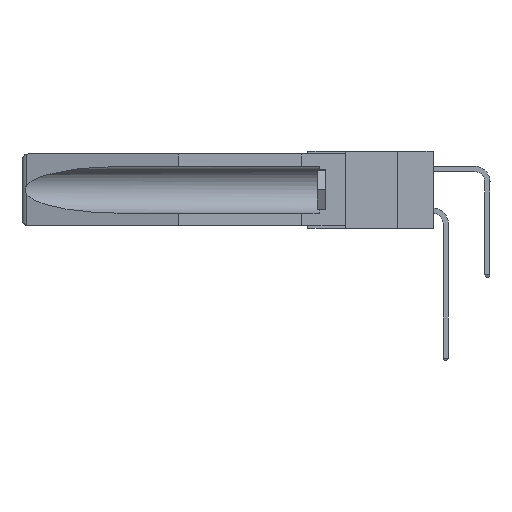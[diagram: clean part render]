
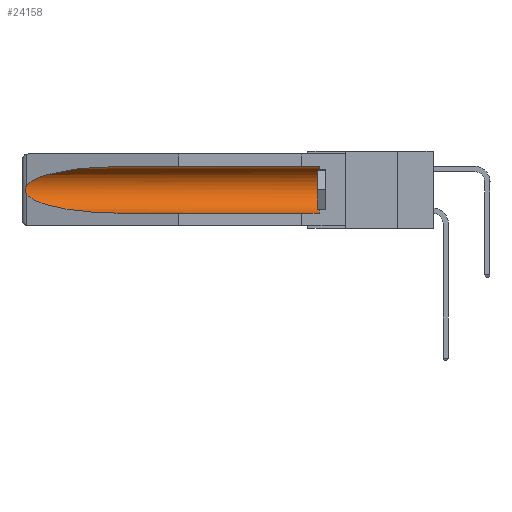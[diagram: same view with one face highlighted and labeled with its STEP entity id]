
A CAD part, left-side view. The second image highlights one B-rep face of the part: STEP entity #24158.
In plain terms, the highlighted cylindrical face has radius 2.857 mm (diameter 5.715 mm), a partial arc.
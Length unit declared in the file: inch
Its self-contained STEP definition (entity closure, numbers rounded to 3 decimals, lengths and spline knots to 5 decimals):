
#248 = VECTOR ( 'NONE', #13363, 39.37008 ) ;
#707 = CARTESIAN_POINT ( 'NONE',  ( 0.2673, 1.53269, -0.17917 ) ) ;
#940 = LINE ( 'NONE', #11007, #248 ) ;
#992 = CARTESIAN_POINT ( 'NONE',  ( 0.26597, 1.5296, -0.19026 ) ) ;
#2160 = AXIS2_PLACEMENT_3D ( 'NONE', #6607, #2400, #15368 ) ;
#2400 = DIRECTION ( 'NONE',  ( 0., -1., 0. ) ) ;
#2974 = CARTESIAN_POINT ( 'NONE',  ( 0.26537, 1.52718, -0.19328 ) ) ;
#3700 = CARTESIAN_POINT ( 'NONE',  ( 0.155, 0.126, -0.059 ) ) ;
#4312 = VERTEX_POINT ( 'NONE', #13941 ) ;
#5026 = CARTESIAN_POINT ( 'NONE',  ( 0.155, 1.07973, -0.284 ) ) ;
#5327 = EDGE_CURVE ( 'NONE', #24899, #5588, #25745, .T. ) ;
#5588 = VERTEX_POINT ( 'NONE', #15186 ) ;
#6607 = CARTESIAN_POINT ( 'NONE',  ( 0.155, 0.126, -0.1715 ) ) ;
#6753 = AXIS2_PLACEMENT_3D ( 'NONE', #19215, #8193, #23631 ) ;
#7817 = EDGE_CURVE ( 'NONE', #12061, #24899, #940, .T. ) ;
#7825 = B_SPLINE_CURVE_WITH_KNOTS ( 'NONE', 3,
 ( #11896, #27350, #23046, #20822, #14333, #27164, #707, #9642, #992, #27258 ),
 .UNSPECIFIED., .F., .F.,
 ( 4, 2, 2, 2, 4 ),
 ( 0., 0.00029, 0.00058, 0.00087, 0.00117 ),
 .UNSPECIFIED. ) ;
#8193 = DIRECTION ( 'NONE',  ( 0., 1., 0. ) ) ;
#9050 = CARTESIAN_POINT ( 'NONE',  ( 0.25451, 1.48313, -0.09465 ) ) ;
#9300 = CARTESIAN_POINT ( 'NONE',  ( 0.155, 1.07973, -0.284 ) ) ;
#9642 = CARTESIAN_POINT ( 'NONE',  ( 0.26655, 1.53094, -0.18657 ) ) ;
#10466 = DIRECTION ( 'NONE',  ( 0., 1., 0. ) ) ;
#11007 = CARTESIAN_POINT ( 'NONE',  ( 0.155, -0.30754, -0.059 ) ) ;
#11619 = CARTESIAN_POINT ( 'NONE',  ( 0.155, 1.07973, -0.059 ) ) ;
#11896 = CARTESIAN_POINT ( 'NONE',  ( 0.26537, 1.52718, -0.14972 ) ) ;
#11931 = CARTESIAN_POINT ( 'NONE',  ( 0.25451, 1.48313, -0.24835 ) ) ;
#12061 = VERTEX_POINT ( 'NONE', #3700 ) ;
#12512 = CIRCLE ( 'NONE', #2160, 0.1125 ) ;
#12545 = CARTESIAN_POINT ( 'NONE',  ( 0.26537, 1.52718, -0.19328 ) ) ;
#13363 = DIRECTION ( 'NONE',  ( 0., 1., 0. ) ) ;
#13941 = CARTESIAN_POINT ( 'NONE',  ( 0.155, 0.126, -0.284 ) ) ;
#14333 = CARTESIAN_POINT ( 'NONE',  ( 0.2675, 1.53308, -0.16763 ) ) ;
#15186 = CARTESIAN_POINT ( 'NONE',  ( 0.26537, 1.52718, -0.14972 ) ) ;
#15351 = ORIENTED_EDGE ( 'NONE', *, *, #26067, .T. ) ;
#15368 = DIRECTION ( 'NONE',  ( 0., 0., 1. ) ) ;
#15646 = EDGE_CURVE ( 'NONE', #4312, #12061, #12512, .T. ) ;
#16583 = LINE ( 'NONE', #21355, #28530 ) ;
#18157 = VERTEX_POINT ( 'NONE', #5026 ) ;
#18160 = ORIENTED_EDGE ( 'NONE', *, *, #20666, .F. ) ;
#18419 = CYLINDRICAL_SURFACE ( 'NONE', #6753, 0.1125 ) ;
#19215 = CARTESIAN_POINT ( 'NONE',  ( 0.155, -0.30754, -0.1715 ) ) ;
#20666 = EDGE_CURVE ( 'NONE', #4312, #18157, #16583, .T. ) ;
#20689 = ORIENTED_EDGE ( 'NONE', *, *, #7817, .T. ) ;
#20822 = CARTESIAN_POINT ( 'NONE',  ( 0.2673, 1.5327, -0.16383 ) ) ;
#21331 = ORIENTED_EDGE ( 'NONE', *, *, #27436, .T. ) ;
#21355 = CARTESIAN_POINT ( 'NONE',  ( 0.155, -0.30754, -0.284 ) ) ;
#22515 = CARTESIAN_POINT ( 'NONE',  ( 0.21114, 1.30732, -0.284 ) ) ;
#23046 = CARTESIAN_POINT ( 'NONE',  ( 0.26654, 1.53092, -0.15636 ) ) ;
#23631 = DIRECTION ( 'NONE',  ( 0., 0., 1. ) ) ;
#24108 =( BOUNDED_CURVE ( )  B_SPLINE_CURVE ( 3, ( #2974, #11931, #22515, #9300 ),
 .UNSPECIFIED., .F., .F. ) 
 B_SPLINE_CURVE_WITH_KNOTS ( ( 4, 4 ),
 ( 0.1948, 1.5708 ),
 .UNSPECIFIED. ) 
 CURVE ( )  GEOMETRIC_REPRESENTATION_ITEM ( )  RATIONAL_B_SPLINE_CURVE ( ( 1., 0.848, 0.848, 1. ) ) 
 REPRESENTATION_ITEM ( '' )  );
#24158 = ADVANCED_FACE ( 'NONE', ( #26949 ), #18419, .F. ) ;
#24668 = CARTESIAN_POINT ( 'NONE',  ( 0.21114, 1.30732, -0.059 ) ) ;
#24773 = CARTESIAN_POINT ( 'NONE',  ( 0.155, 1.07973, -0.059 ) ) ;
#24899 = VERTEX_POINT ( 'NONE', #11619 ) ;
#25456 = VERTEX_POINT ( 'NONE', #12545 ) ;
#25745 =( BOUNDED_CURVE ( )  B_SPLINE_CURVE ( 3, ( #24773, #24668, #9050, #26655 ),
 .UNSPECIFIED., .F., .F. ) 
 B_SPLINE_CURVE_WITH_KNOTS ( ( 4, 4 ),
 ( 4.71239, 6.08839 ),
 .UNSPECIFIED. ) 
 CURVE ( )  GEOMETRIC_REPRESENTATION_ITEM ( )  RATIONAL_B_SPLINE_CURVE ( ( 1., 0.848, 0.848, 1. ) ) 
 REPRESENTATION_ITEM ( '' )  );
#26067 = EDGE_CURVE ( 'NONE', #25456, #18157, #24108, .T. ) ;
#26510 = ORIENTED_EDGE ( 'NONE', *, *, #5327, .T. ) ;
#26655 = CARTESIAN_POINT ( 'NONE',  ( 0.26537, 1.52718, -0.14972 ) ) ;
#26949 = FACE_OUTER_BOUND ( 'NONE', #27422, .T. ) ;
#27164 = CARTESIAN_POINT ( 'NONE',  ( 0.2675, 1.53308, -0.17534 ) ) ;
#27258 = CARTESIAN_POINT ( 'NONE',  ( 0.26537, 1.52718, -0.19328 ) ) ;
#27350 = CARTESIAN_POINT ( 'NONE',  ( 0.26597, 1.52961, -0.15275 ) ) ;
#27422 = EDGE_LOOP ( 'NONE', ( #26510, #21331, #15351, #18160, #27647, #20689 ) ) ;
#27436 = EDGE_CURVE ( 'NONE', #5588, #25456, #7825, .T. ) ;
#27647 = ORIENTED_EDGE ( 'NONE', *, *, #15646, .T. ) ;
#28530 = VECTOR ( 'NONE', #10466, 39.37008 ) ;
